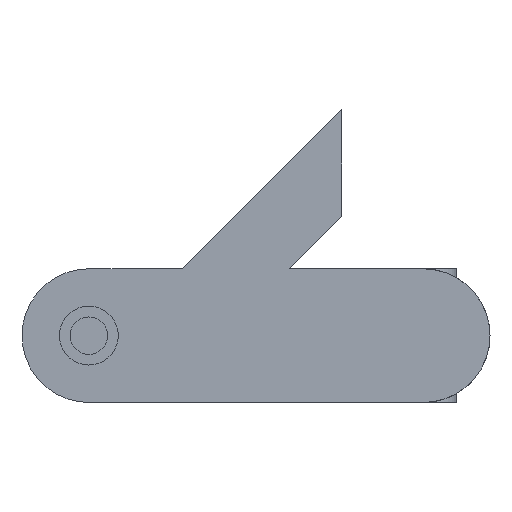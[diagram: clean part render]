
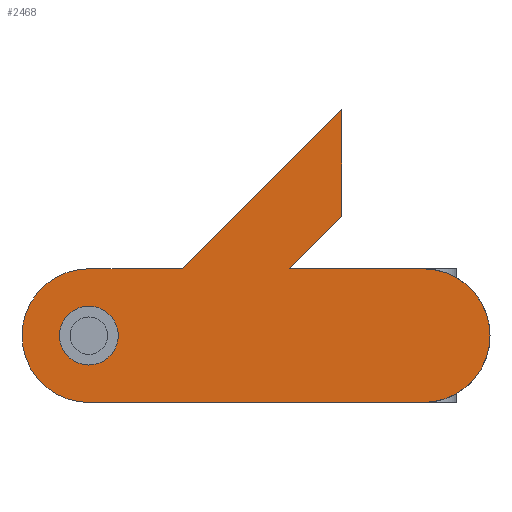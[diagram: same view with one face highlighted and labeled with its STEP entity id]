
A CAD part, front view. The second image highlights one B-rep face of the part: STEP entity #2468.
In plain terms, the highlighted planar face has unit normal (0, -1, 0).
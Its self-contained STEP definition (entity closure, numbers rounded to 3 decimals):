
#54=FACE_BOUND('',#424,.T.);
#162=PLANE('',#2677);
#287=FACE_OUTER_BOUND('',#423,.T.);
#423=EDGE_LOOP('',(#2278,#2279,#2280,#2281,#2282,#2283,#2284,#2285));
#424=EDGE_LOOP('',(#2286));
#587=LINE('',#3694,#897);
#732=LINE('',#4023,#1042);
#733=LINE('',#4025,#1043);
#734=LINE('',#4026,#1044);
#735=LINE('',#4027,#1045);
#736=LINE('',#4028,#1046);
#897=VECTOR('',#3012,10.);
#1042=VECTOR('',#3289,10.);
#1043=VECTOR('',#3290,10.);
#1044=VECTOR('',#3291,10.);
#1045=VECTOR('',#3292,10.);
#1046=VECTOR('',#3293,10.);
#1073=CIRCLE('',#2621,5.);
#1074=CIRCLE('',#2623,5.);
#1079=CIRCLE('',#2631,2.2);
#1197=VERTEX_POINT('',#3691);
#1198=VERTEX_POINT('',#3693);
#1210=VERTEX_POINT('',#3732);
#1211=VERTEX_POINT('',#3734);
#1214=VERTEX_POINT('',#3746);
#1215=VERTEX_POINT('',#3748);
#1221=VERTEX_POINT('',#3770);
#1304=VERTEX_POINT('',#4022);
#1305=VERTEX_POINT('',#4024);
#1477=EDGE_CURVE('',#1198,#1197,#587,.T.);
#1497=EDGE_CURVE('',#1211,#1210,#1073,.T.);
#1501=EDGE_CURVE('',#1215,#1214,#1074,.T.);
#1509=EDGE_CURVE('',#1221,#1221,#1079,.T.);
#1634=EDGE_CURVE('',#1214,#1304,#732,.T.);
#1635=EDGE_CURVE('',#1304,#1305,#733,.T.);
#1636=EDGE_CURVE('',#1305,#1198,#734,.T.);
#1637=EDGE_CURVE('',#1197,#1211,#735,.T.);
#1638=EDGE_CURVE('',#1210,#1215,#736,.T.);
#2278=ORIENTED_EDGE('',*,*,#1634,.T.);
#2279=ORIENTED_EDGE('',*,*,#1635,.T.);
#2280=ORIENTED_EDGE('',*,*,#1636,.T.);
#2281=ORIENTED_EDGE('',*,*,#1477,.T.);
#2282=ORIENTED_EDGE('',*,*,#1637,.T.);
#2283=ORIENTED_EDGE('',*,*,#1497,.T.);
#2284=ORIENTED_EDGE('',*,*,#1638,.T.);
#2285=ORIENTED_EDGE('',*,*,#1501,.T.);
#2286=ORIENTED_EDGE('',*,*,#1509,.T.);
#2468=ADVANCED_FACE('',(#287,#54),#162,.F.);
#2621=AXIS2_PLACEMENT_3D('',#3735,#3049,#3050);
#2623=AXIS2_PLACEMENT_3D('',#3749,#3055,#3056);
#2631=AXIS2_PLACEMENT_3D('',#3771,#3073,#3074);
#2677=AXIS2_PLACEMENT_3D('',#4021,#3287,#3288);
#3012=DIRECTION('',(-0.707,0.,-0.707));
#3049=DIRECTION('center_axis',(0.,-1.,0.));
#3050=DIRECTION('ref_axis',(-0.707,0.,-0.707));
#3055=DIRECTION('center_axis',(0.,-1.,0.));
#3056=DIRECTION('ref_axis',(0.707,0.,-0.707));
#3073=DIRECTION('center_axis',(0.,1.,0.));
#3074=DIRECTION('ref_axis',(1.,0.,0.));
#3287=DIRECTION('center_axis',(0.,1.,0.));
#3288=DIRECTION('ref_axis',(1.,0.,0.));
#3289=DIRECTION('',(-1.,0.,0.));
#3290=DIRECTION('',(0.707,0.,0.707));
#3291=DIRECTION('',(0.,0.,1.));
#3292=DIRECTION('',(-1.,0.,0.));
#3293=DIRECTION('',(1.,0.,0.));
#3691=CARTESIAN_POINT('',(12.,-3.,10.));
#3693=CARTESIAN_POINT('',(23.911,-3.,21.911));
#3694=CARTESIAN_POINT('',(12.,-3.,10.));
#3732=CARTESIAN_POINT('',(5.,-3.,0.));
#3734=CARTESIAN_POINT('',(5.,-3.,10.));
#3735=CARTESIAN_POINT('Origin',(5.,-3.,5.));
#3746=CARTESIAN_POINT('',(30.,-3.,10.));
#3748=CARTESIAN_POINT('',(30.,-3.,0.));
#3749=CARTESIAN_POINT('Origin',(30.,-3.,5.));
#3770=CARTESIAN_POINT('',(2.8,-3.,5.));
#3771=CARTESIAN_POINT('Origin',(5.,-3.,5.));
#4021=CARTESIAN_POINT('Origin',(12.5,-3.,5.));
#4022=CARTESIAN_POINT('',(20.,-3.,10.));
#4023=CARTESIAN_POINT('',(25.,-3.,10.));
#4024=CARTESIAN_POINT('',(23.911,-3.,13.911));
#4025=CARTESIAN_POINT('',(25.911,-3.,15.911));
#4026=CARTESIAN_POINT('',(23.911,-3.,23.911));
#4027=CARTESIAN_POINT('',(25.,-3.,10.));
#4028=CARTESIAN_POINT('',(0.,-3.,0.));
